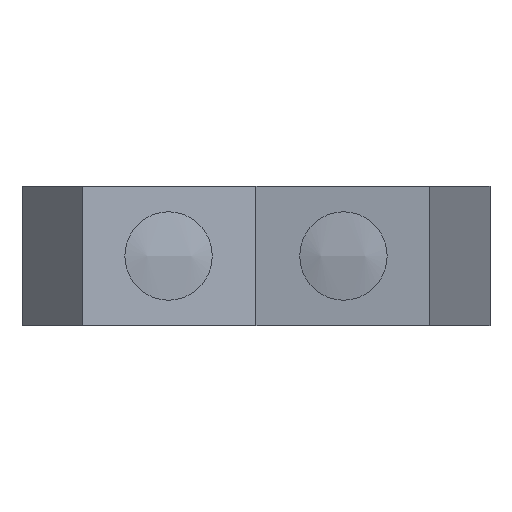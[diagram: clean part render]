
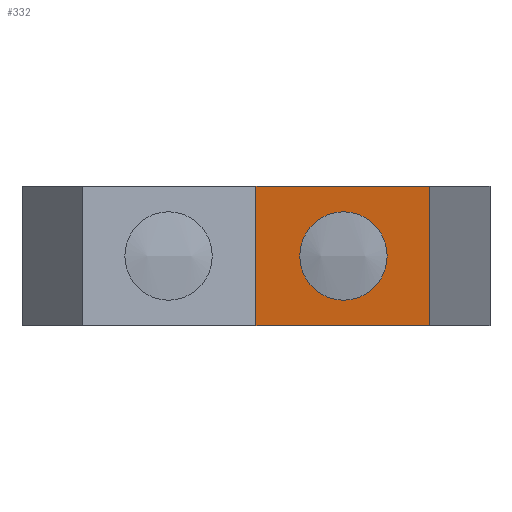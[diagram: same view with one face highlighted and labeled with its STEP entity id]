
A CAD part, left-side view. The second image highlights one B-rep face of the part: STEP entity #332.
In plain terms, the highlighted planar face has unit normal (-0.989, 0.15, 0).
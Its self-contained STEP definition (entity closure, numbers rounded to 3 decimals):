
#16=FACE_BOUND('',#128,.T.);
#27=PLANE('',#387);
#46=LINE('',#550,#73);
#54=LINE('',#565,#81);
#55=LINE('',#568,#82);
#56=LINE('',#569,#83);
#73=VECTOR('',#458,10.);
#81=VECTOR('',#470,10.);
#82=VECTOR('',#473,10.);
#83=VECTOR('',#474,10.);
#106=FACE_OUTER_BOUND('',#127,.T.);
#127=EDGE_LOOP('',(#279,#280,#281,#282));
#128=EDGE_LOOP('',(#283));
#139=CIRCLE('',#359,2.529);
#155=VERTEX_POINT('',#494);
#174=VERTEX_POINT('',#547);
#175=VERTEX_POINT('',#549);
#180=VERTEX_POINT('',#563);
#181=VERTEX_POINT('',#567);
#185=EDGE_CURVE('',#155,#155,#139,.T.);
#210=EDGE_CURVE('',#174,#175,#46,.T.);
#218=EDGE_CURVE('',#180,#174,#54,.T.);
#219=EDGE_CURVE('',#181,#180,#55,.T.);
#220=EDGE_CURVE('',#181,#175,#56,.T.);
#279=ORIENTED_EDGE('',*,*,#218,.F.);
#280=ORIENTED_EDGE('',*,*,#219,.F.);
#281=ORIENTED_EDGE('',*,*,#220,.T.);
#282=ORIENTED_EDGE('',*,*,#210,.F.);
#283=ORIENTED_EDGE('',*,*,#185,.T.);
#332=ADVANCED_FACE('',(#106,#16),#27,.T.);
#359=AXIS2_PLACEMENT_3D('',#495,#397,#398);
#387=AXIS2_PLACEMENT_3D('',#566,#471,#472);
#397=DIRECTION('center_axis',(0.989,-0.15,0.));
#398=DIRECTION('ref_axis',(0.,0.,-1.));
#458=DIRECTION('',(0.15,0.989,0.));
#470=DIRECTION('',(0.,0.,-1.));
#471=DIRECTION('center_axis',(-0.989,0.15,0.));
#472=DIRECTION('ref_axis',(-0.15,-0.989,0.));
#473=DIRECTION('',(-0.15,-0.989,0.));
#474=DIRECTION('',(0.,0.,-1.));
#494=CARTESIAN_POINT('',(-31.879,-2.5,0.));
#495=CARTESIAN_POINT('Origin',(-32.258,-5.,0.));
#547=CARTESIAN_POINT('',(-33.,-9.896,-4.));
#549=CARTESIAN_POINT('',(-31.5,0.,-4.));
#550=CARTESIAN_POINT('',(-33.,-9.896,-4.));
#563=CARTESIAN_POINT('',(-33.,-9.896,4.));
#565=CARTESIAN_POINT('',(-33.,-9.896,0.));
#566=CARTESIAN_POINT('Origin',(-31.5,0.,0.));
#567=CARTESIAN_POINT('',(-31.5,0.,4.));
#568=CARTESIAN_POINT('',(-33.,-9.896,4.));
#569=CARTESIAN_POINT('',(-31.5,0.,0.));
